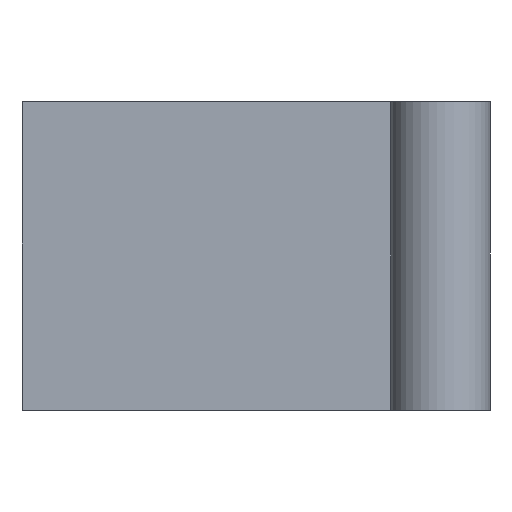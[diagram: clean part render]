
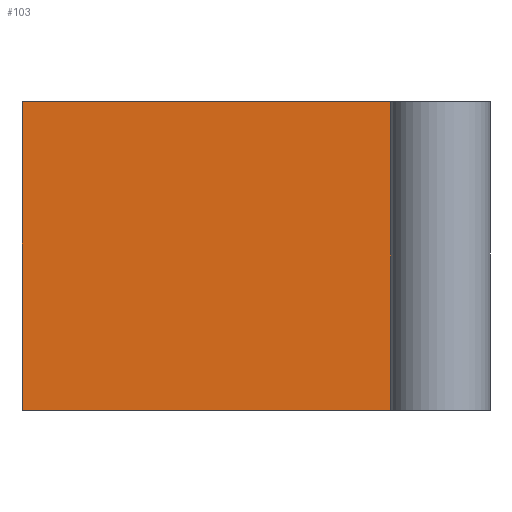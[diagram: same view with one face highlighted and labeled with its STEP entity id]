
A CAD part, top view. The second image highlights one B-rep face of the part: STEP entity #103.
In plain terms, the highlighted planar face has unit normal (0, 0, 1).
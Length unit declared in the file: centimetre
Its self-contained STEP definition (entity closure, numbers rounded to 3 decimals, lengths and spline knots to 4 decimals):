
#18=PLANE('',#113);
#24=FACE_OUTER_BOUND('',#30,.T.);
#30=EDGE_LOOP('',(#81,#82,#83,#84));
#36=LINE('',#155,#46);
#37=LINE('',#158,#47);
#38=LINE('',#160,#48);
#39=LINE('',#161,#49);
#46=VECTOR('',#127,1.);
#47=VECTOR('',#130,1.);
#48=VECTOR('',#131,1.);
#49=VECTOR('',#132,1.);
#57=VERTEX_POINT('',#148);
#60=VERTEX_POINT('',#153);
#61=VERTEX_POINT('',#157);
#62=VERTEX_POINT('',#159);
#68=EDGE_CURVE('',#57,#60,#36,.T.);
#69=EDGE_CURVE('',#61,#57,#37,.T.);
#70=EDGE_CURVE('',#62,#60,#38,.T.);
#71=EDGE_CURVE('',#61,#62,#39,.T.);
#81=ORIENTED_EDGE('',*,*,#69,.T.);
#82=ORIENTED_EDGE('',*,*,#68,.T.);
#83=ORIENTED_EDGE('',*,*,#70,.F.);
#84=ORIENTED_EDGE('',*,*,#71,.F.);
#103=ADVANCED_FACE('',(#24),#18,.T.);
#113=AXIS2_PLACEMENT_3D('',#156,#128,#129);
#127=DIRECTION('',(0.,1.,0.));
#128=DIRECTION('center_axis',(0.,0.,1.));
#129=DIRECTION('ref_axis',(1.,0.,0.));
#130=DIRECTION('',(1.,0.,0.));
#131=DIRECTION('',(1.,0.,0.));
#132=DIRECTION('',(0.,1.,0.));
#148=CARTESIAN_POINT('',(-0.4665,0.,-0.18));
#153=CARTESIAN_POINT('',(-0.4665,3.1,-0.18));
#155=CARTESIAN_POINT('',(-0.4665,0.,-0.18));
#156=CARTESIAN_POINT('Origin',(-4.2,0.,-0.18));
#157=CARTESIAN_POINT('',(-4.2,0.,-0.18));
#158=CARTESIAN_POINT('',(-4.2,0.,-0.18));
#159=CARTESIAN_POINT('',(-4.2,3.1,-0.18));
#160=CARTESIAN_POINT('',(-4.2,3.1,-0.18));
#161=CARTESIAN_POINT('',(-4.2,0.,-0.18));
